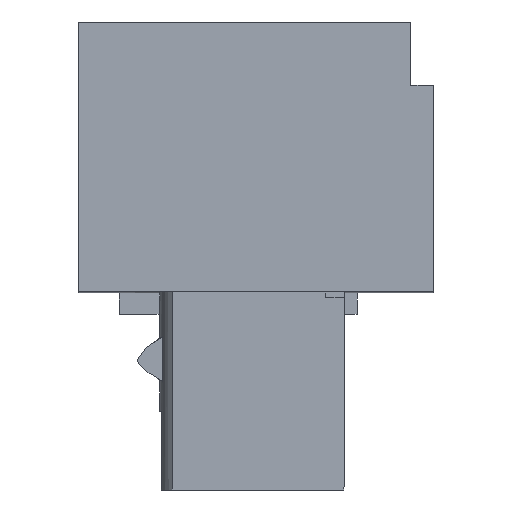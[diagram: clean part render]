
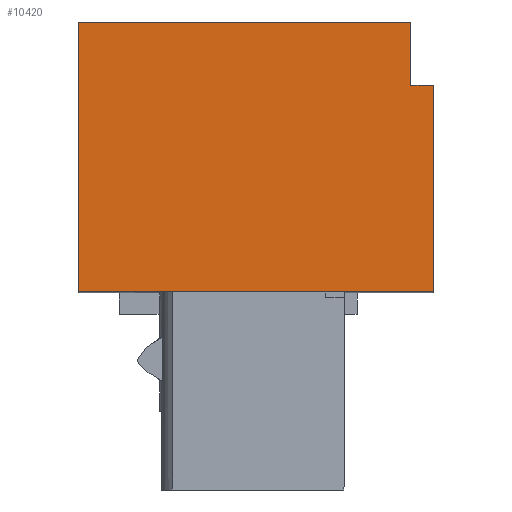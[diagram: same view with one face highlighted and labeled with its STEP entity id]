
A CAD part, left-side view. The second image highlights one B-rep face of the part: STEP entity #10420.
In plain terms, the highlighted planar face has unit normal (-1, 0, 0).
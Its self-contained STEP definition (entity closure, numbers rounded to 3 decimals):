
#930=ORIENTED_EDGE('',*,*,#2848,.F.);
#931=ORIENTED_EDGE('',*,*,#2421,.F.);
#932=ORIENTED_EDGE('',*,*,#2846,.T.);
#933=ORIENTED_EDGE('',*,*,#2849,.F.);
#934=ORIENTED_EDGE('',*,*,#2488,.F.);
#935=ORIENTED_EDGE('',*,*,#2850,.T.);
#2421=EDGE_CURVE('',#3503,#3504,#4227,.T.);
#2488=EDGE_CURVE('',#3570,#3571,#4282,.T.);
#2846=EDGE_CURVE('',#3503,#3819,#4575,.T.);
#2848=EDGE_CURVE('',#3504,#3820,#4577,.T.);
#2849=EDGE_CURVE('',#3571,#3819,#4578,.T.);
#2850=EDGE_CURVE('',#3570,#3820,#4579,.T.);
#3503=VERTEX_POINT('',#13361);
#3504=VERTEX_POINT('',#13363);
#3570=VERTEX_POINT('',#13499);
#3571=VERTEX_POINT('',#13501);
#3819=VERTEX_POINT('',#14226);
#3820=VERTEX_POINT('',#14232);
#4227=LINE('',#13362,#5151);
#4282=LINE('',#13500,#5206);
#4575=LINE('',#14227,#5499);
#4577=LINE('',#14231,#5501);
#4578=LINE('',#14233,#5502);
#4579=LINE('',#14234,#5503);
#5151=VECTOR('',#11302,1000.);
#5206=VECTOR('',#11389,1000.);
#5499=VECTOR('',#12052,1000.);
#5501=VECTOR('',#12058,1000.);
#5502=VECTOR('',#12059,1000.);
#5503=VECTOR('',#12060,1000.);
#6226=EDGE_LOOP('',(#930,#931,#932,#933,#934,#935));
#6690=FACE_BOUND('',#6226,.T.);
#7088=PLANE('',#10930);
#10420=ADVANCED_FACE('',(#6690),#7088,.F.);
#10930=AXIS2_PLACEMENT_3D('',#14230,#12056,#12057);
#11302=DIRECTION('',(0.,0.,-1.));
#11389=DIRECTION('',(0.,1.,0.));
#12052=DIRECTION('',(0.,1.,0.));
#12056=DIRECTION('',(1.,0.,0.));
#12057=DIRECTION('',(0.,1.,0.));
#12058=DIRECTION('',(0.,-1.,0.));
#12059=DIRECTION('',(0.,0.,1.));
#12060=DIRECTION('',(0.,0.,1.));
#13361=CARTESIAN_POINT('',(0.,-14.6,0.));
#13362=CARTESIAN_POINT('',(0.,-14.6,0.));
#13363=CARTESIAN_POINT('',(0.,-14.6,-2.78));
#13499=CARTESIAN_POINT('',(0.,-15.6,-11.86));
#13500=CARTESIAN_POINT('',(0.,-15.6,-11.86));
#13501=CARTESIAN_POINT('',(0.,0.,-11.86));
#14226=CARTESIAN_POINT('',(0.,0.,0.));
#14227=CARTESIAN_POINT('',(0.,-15.6,0.));
#14230=CARTESIAN_POINT('',(0.,-15.6,-11.86));
#14231=CARTESIAN_POINT('',(0.,-14.6,-2.78));
#14232=CARTESIAN_POINT('',(0.,-15.6,-2.78));
#14233=CARTESIAN_POINT('',(0.,0.,-11.86));
#14234=CARTESIAN_POINT('',(0.,-15.6,-11.86));
